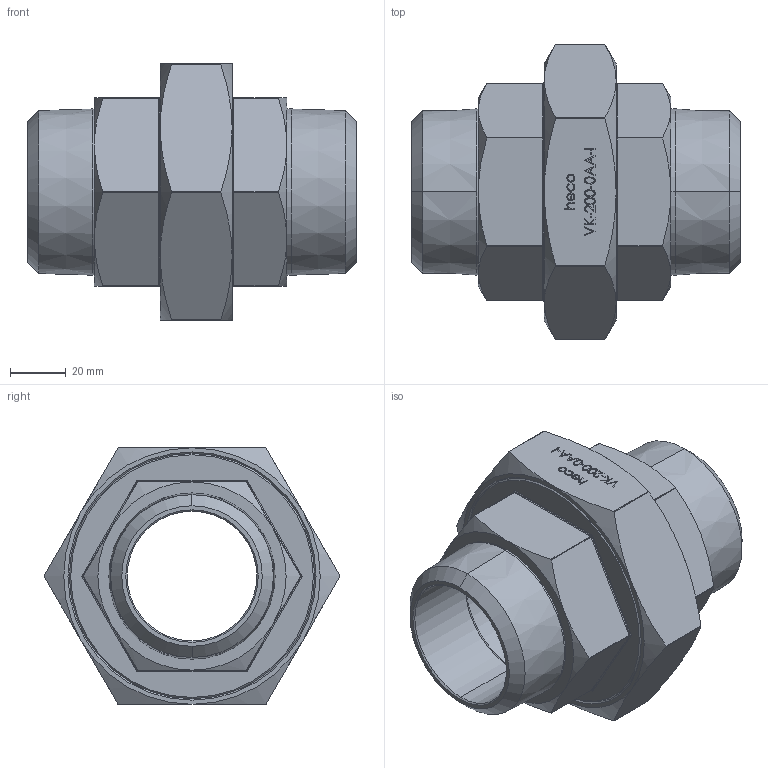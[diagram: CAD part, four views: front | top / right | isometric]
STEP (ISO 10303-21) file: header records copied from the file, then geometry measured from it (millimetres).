
FILE_DESCRIPTION (( 'STEP AP214' ), '1' );
FILE_NAME ('heco_VK-200-0AA-I.STEP', '2016-09-21T07:34:58', ( '' ), ( '' ), 'SwSTEP 2.0', 'SolidWorks 2016', '' );
FILE_SCHEMA (( 'AUTOMOTIVE_DESIGN' ));
Length unit declared in the file: millimetre
Products named in the file (1): heco_VK-200-0AA-I
Bounding box: 118 x 106.14 x 92.05 mm (x, y, z)
Volume: 268421.1 mm3; surface area: 54984.6 mm2
Topology: 1 solids, 1 shells, 328 faces, 815 edges, 508 vertices
Faces by surface type: plane 126, bspline 80, cylinder 76, cone 44, torus 2
Entity records: 15813 total; most frequent: CARTESIAN_POINT 7140, ORIENTED_EDGE 1606, DIRECTION 1077, EDGE_CURVE 803, VERTEX_POINT 508, LINE 419, VECTOR 419, EDGE_LOOP 361
